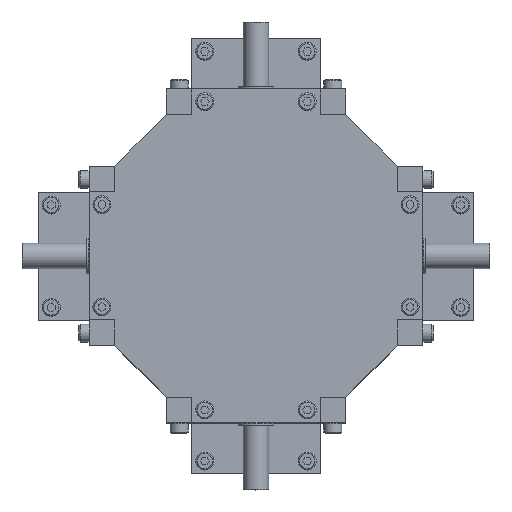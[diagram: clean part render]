
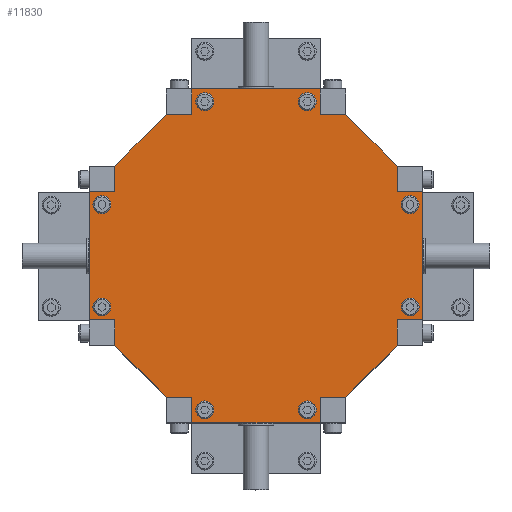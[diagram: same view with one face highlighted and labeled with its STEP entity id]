
A CAD part, top view. The second image highlights one B-rep face of the part: STEP entity #11830.
In plain terms, the highlighted planar face has unit normal (0, 0, 1).
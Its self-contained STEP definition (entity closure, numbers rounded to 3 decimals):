
#1116=FACE_BOUND('',#2221,.T.);
#1117=FACE_BOUND('',#2222,.T.);
#1118=FACE_BOUND('',#2223,.T.);
#1119=FACE_BOUND('',#2224,.T.);
#1120=FACE_BOUND('',#2225,.T.);
#1121=FACE_BOUND('',#2226,.T.);
#1122=FACE_BOUND('',#2227,.T.);
#1123=FACE_BOUND('',#2228,.T.);
#1223=PLANE('',#13173);
#1539=FACE_OUTER_BOUND('',#2220,.T.);
#2220=EDGE_LOOP('',(#8393,#8394,#8395,#8396,#8397,#8398,#8399,#8400,#8401,
#8402,#8403,#8404,#8405,#8406,#8407,#8408,#8409,#8410,#8411,#8412,#8413,
#8414,#8415,#8416));
#2221=EDGE_LOOP('',(#8417));
#2222=EDGE_LOOP('',(#8418));
#2223=EDGE_LOOP('',(#8419));
#2224=EDGE_LOOP('',(#8420));
#2225=EDGE_LOOP('',(#8421));
#2226=EDGE_LOOP('',(#8422));
#2227=EDGE_LOOP('',(#8423));
#2228=EDGE_LOOP('',(#8424));
#2979=LINE('',#18545,#3844);
#2983=LINE('',#18553,#3848);
#2986=LINE('',#18559,#3851);
#2987=LINE('',#18561,#3852);
#2988=LINE('',#18563,#3853);
#2989=LINE('',#18565,#3854);
#2990=LINE('',#18567,#3855);
#2991=LINE('',#18569,#3856);
#2992=LINE('',#18571,#3857);
#2993=LINE('',#18573,#3858);
#2994=LINE('',#18575,#3859);
#2995=LINE('',#18577,#3860);
#2996=LINE('',#18579,#3861);
#2997=LINE('',#18581,#3862);
#2998=LINE('',#18583,#3863);
#2999=LINE('',#18585,#3864);
#3000=LINE('',#18587,#3865);
#3001=LINE('',#18589,#3866);
#3002=LINE('',#18591,#3867);
#3003=LINE('',#18593,#3868);
#3004=LINE('',#18595,#3869);
#3005=LINE('',#18597,#3870);
#3006=LINE('',#18599,#3871);
#3007=LINE('',#18600,#3872);
#3844=VECTOR('',#14823,10.);
#3848=VECTOR('',#14829,10.);
#3851=VECTOR('',#14834,10.);
#3852=VECTOR('',#14835,10.);
#3853=VECTOR('',#14836,10.);
#3854=VECTOR('',#14837,10.);
#3855=VECTOR('',#14838,10.);
#3856=VECTOR('',#14839,10.);
#3857=VECTOR('',#14840,10.);
#3858=VECTOR('',#14841,10.);
#3859=VECTOR('',#14842,10.);
#3860=VECTOR('',#14843,10.);
#3861=VECTOR('',#14844,10.);
#3862=VECTOR('',#14845,10.);
#3863=VECTOR('',#14846,10.);
#3864=VECTOR('',#14847,10.);
#3865=VECTOR('',#14848,10.);
#3866=VECTOR('',#14849,10.);
#3867=VECTOR('',#14850,10.);
#3868=VECTOR('',#14851,10.);
#3869=VECTOR('',#14852,10.);
#3870=VECTOR('',#14853,10.);
#3871=VECTOR('',#14854,10.);
#3872=VECTOR('',#14855,10.);
#4647=CIRCLE('',#13148,2.1);
#4649=CIRCLE('',#13151,2.1);
#4651=CIRCLE('',#13154,2.1);
#4653=CIRCLE('',#13157,2.1);
#4655=CIRCLE('',#13160,2.1);
#4657=CIRCLE('',#13163,2.1);
#4659=CIRCLE('',#13166,2.1);
#4661=CIRCLE('',#13169,2.1);
#5306=VERTEX_POINT('',#18495);
#5308=VERTEX_POINT('',#18501);
#5310=VERTEX_POINT('',#18507);
#5312=VERTEX_POINT('',#18513);
#5314=VERTEX_POINT('',#18519);
#5316=VERTEX_POINT('',#18525);
#5318=VERTEX_POINT('',#18531);
#5320=VERTEX_POINT('',#18537);
#5322=VERTEX_POINT('',#18543);
#5323=VERTEX_POINT('',#18544);
#5326=VERTEX_POINT('',#18552);
#5328=VERTEX_POINT('',#18558);
#5329=VERTEX_POINT('',#18560);
#5330=VERTEX_POINT('',#18562);
#5331=VERTEX_POINT('',#18564);
#5332=VERTEX_POINT('',#18566);
#5333=VERTEX_POINT('',#18568);
#5334=VERTEX_POINT('',#18570);
#5335=VERTEX_POINT('',#18572);
#5336=VERTEX_POINT('',#18574);
#5337=VERTEX_POINT('',#18576);
#5338=VERTEX_POINT('',#18578);
#5339=VERTEX_POINT('',#18580);
#5340=VERTEX_POINT('',#18582);
#5341=VERTEX_POINT('',#18584);
#5342=VERTEX_POINT('',#18586);
#5343=VERTEX_POINT('',#18588);
#5344=VERTEX_POINT('',#18590);
#5345=VERTEX_POINT('',#18592);
#5346=VERTEX_POINT('',#18594);
#5347=VERTEX_POINT('',#18596);
#5348=VERTEX_POINT('',#18598);
#6499=EDGE_CURVE('',#5306,#5306,#4647,.T.);
#6502=EDGE_CURVE('',#5308,#5308,#4649,.T.);
#6505=EDGE_CURVE('',#5310,#5310,#4651,.T.);
#6508=EDGE_CURVE('',#5312,#5312,#4653,.T.);
#6511=EDGE_CURVE('',#5314,#5314,#4655,.T.);
#6514=EDGE_CURVE('',#5316,#5316,#4657,.T.);
#6517=EDGE_CURVE('',#5318,#5318,#4659,.T.);
#6520=EDGE_CURVE('',#5320,#5320,#4661,.T.);
#6523=EDGE_CURVE('',#5322,#5323,#2979,.T.);
#6527=EDGE_CURVE('',#5326,#5323,#2983,.T.);
#6530=EDGE_CURVE('',#5322,#5328,#2986,.T.);
#6531=EDGE_CURVE('',#5328,#5329,#2987,.T.);
#6532=EDGE_CURVE('',#5329,#5330,#2988,.T.);
#6533=EDGE_CURVE('',#5330,#5331,#2989,.T.);
#6534=EDGE_CURVE('',#5331,#5332,#2990,.T.);
#6535=EDGE_CURVE('',#5333,#5332,#2991,.T.);
#6536=EDGE_CURVE('',#5333,#5334,#2992,.T.);
#6537=EDGE_CURVE('',#5334,#5335,#2993,.T.);
#6538=EDGE_CURVE('',#5335,#5336,#2994,.T.);
#6539=EDGE_CURVE('',#5336,#5337,#2995,.T.);
#6540=EDGE_CURVE('',#5337,#5338,#2996,.T.);
#6541=EDGE_CURVE('',#5339,#5338,#2997,.T.);
#6542=EDGE_CURVE('',#5339,#5340,#2998,.T.);
#6543=EDGE_CURVE('',#5340,#5341,#2999,.T.);
#6544=EDGE_CURVE('',#5341,#5342,#3000,.T.);
#6545=EDGE_CURVE('',#5342,#5343,#3001,.T.);
#6546=EDGE_CURVE('',#5343,#5344,#3002,.T.);
#6547=EDGE_CURVE('',#5345,#5344,#3003,.T.);
#6548=EDGE_CURVE('',#5345,#5346,#3004,.T.);
#6549=EDGE_CURVE('',#5346,#5347,#3005,.T.);
#6550=EDGE_CURVE('',#5347,#5348,#3006,.T.);
#6551=EDGE_CURVE('',#5348,#5326,#3007,.T.);
#8393=ORIENTED_EDGE('',*,*,#6523,.F.);
#8394=ORIENTED_EDGE('',*,*,#6530,.T.);
#8395=ORIENTED_EDGE('',*,*,#6531,.T.);
#8396=ORIENTED_EDGE('',*,*,#6532,.T.);
#8397=ORIENTED_EDGE('',*,*,#6533,.T.);
#8398=ORIENTED_EDGE('',*,*,#6534,.T.);
#8399=ORIENTED_EDGE('',*,*,#6535,.F.);
#8400=ORIENTED_EDGE('',*,*,#6536,.T.);
#8401=ORIENTED_EDGE('',*,*,#6537,.T.);
#8402=ORIENTED_EDGE('',*,*,#6538,.T.);
#8403=ORIENTED_EDGE('',*,*,#6539,.T.);
#8404=ORIENTED_EDGE('',*,*,#6540,.T.);
#8405=ORIENTED_EDGE('',*,*,#6541,.F.);
#8406=ORIENTED_EDGE('',*,*,#6542,.T.);
#8407=ORIENTED_EDGE('',*,*,#6543,.T.);
#8408=ORIENTED_EDGE('',*,*,#6544,.T.);
#8409=ORIENTED_EDGE('',*,*,#6545,.T.);
#8410=ORIENTED_EDGE('',*,*,#6546,.T.);
#8411=ORIENTED_EDGE('',*,*,#6547,.F.);
#8412=ORIENTED_EDGE('',*,*,#6548,.T.);
#8413=ORIENTED_EDGE('',*,*,#6549,.T.);
#8414=ORIENTED_EDGE('',*,*,#6550,.T.);
#8415=ORIENTED_EDGE('',*,*,#6551,.T.);
#8416=ORIENTED_EDGE('',*,*,#6527,.T.);
#8417=ORIENTED_EDGE('',*,*,#6499,.T.);
#8418=ORIENTED_EDGE('',*,*,#6502,.T.);
#8419=ORIENTED_EDGE('',*,*,#6505,.T.);
#8420=ORIENTED_EDGE('',*,*,#6508,.T.);
#8421=ORIENTED_EDGE('',*,*,#6511,.T.);
#8422=ORIENTED_EDGE('',*,*,#6514,.T.);
#8423=ORIENTED_EDGE('',*,*,#6517,.T.);
#8424=ORIENTED_EDGE('',*,*,#6520,.T.);
#11830=ADVANCED_FACE('',(#1539,#1116,#1117,#1118,#1119,#1120,#1121,#1122,
#1123),#1223,.T.);
#13148=AXIS2_PLACEMENT_3D('',#18496,#14767,#14768);
#13151=AXIS2_PLACEMENT_3D('',#18502,#14774,#14775);
#13154=AXIS2_PLACEMENT_3D('',#18508,#14781,#14782);
#13157=AXIS2_PLACEMENT_3D('',#18514,#14788,#14789);
#13160=AXIS2_PLACEMENT_3D('',#18520,#14795,#14796);
#13163=AXIS2_PLACEMENT_3D('',#18526,#14802,#14803);
#13166=AXIS2_PLACEMENT_3D('',#18532,#14809,#14810);
#13169=AXIS2_PLACEMENT_3D('',#18538,#14816,#14817);
#13173=AXIS2_PLACEMENT_3D('',#18557,#14832,#14833);
#14767=DIRECTION('center_axis',(0.,0.,-1.));
#14768=DIRECTION('ref_axis',(1.,0.,0.));
#14774=DIRECTION('center_axis',(0.,0.,-1.));
#14775=DIRECTION('ref_axis',(1.,0.,0.));
#14781=DIRECTION('center_axis',(0.,0.,-1.));
#14782=DIRECTION('ref_axis',(1.,0.,0.));
#14788=DIRECTION('center_axis',(0.,0.,-1.));
#14789=DIRECTION('ref_axis',(1.,0.,0.));
#14795=DIRECTION('center_axis',(0.,0.,-1.));
#14796=DIRECTION('ref_axis',(1.,0.,0.));
#14802=DIRECTION('center_axis',(0.,0.,-1.));
#14803=DIRECTION('ref_axis',(1.,0.,0.));
#14809=DIRECTION('center_axis',(0.,0.,-1.));
#14810=DIRECTION('ref_axis',(1.,0.,0.));
#14816=DIRECTION('center_axis',(0.,0.,-1.));
#14817=DIRECTION('ref_axis',(1.,0.,0.));
#14823=DIRECTION('',(-0.707,0.707,0.));
#14829=DIRECTION('',(0.,-1.,0.));
#14832=DIRECTION('center_axis',(0.,0.,1.));
#14833=DIRECTION('ref_axis',(1.,0.,0.));
#14834=DIRECTION('',(1.,0.,0.));
#14835=DIRECTION('',(0.,-1.,0.));
#14836=DIRECTION('',(1.,0.,0.));
#14837=DIRECTION('',(0.,1.,0.));
#14838=DIRECTION('',(1.,0.,0.));
#14839=DIRECTION('',(-0.707,-0.707,0.));
#14840=DIRECTION('',(0.,1.,0.));
#14841=DIRECTION('',(1.,0.,0.));
#14842=DIRECTION('',(0.,1.,0.));
#14843=DIRECTION('',(-1.,0.,0.));
#14844=DIRECTION('',(0.,1.,0.));
#14845=DIRECTION('',(0.707,-0.707,0.));
#14846=DIRECTION('',(-1.,0.,0.));
#14847=DIRECTION('',(0.,1.,0.));
#14848=DIRECTION('',(-1.,0.,0.));
#14849=DIRECTION('',(0.,-1.,0.));
#14850=DIRECTION('',(-1.,0.,0.));
#14851=DIRECTION('',(0.707,0.707,0.));
#14852=DIRECTION('',(0.,-1.,0.));
#14853=DIRECTION('',(-1.,0.,0.));
#14854=DIRECTION('',(0.,-1.,0.));
#14855=DIRECTION('',(1.,0.,0.));
#18495=CARTESIAN_POINT('',(58.09,20.,10.));
#18496=CARTESIAN_POINT('Origin',(60.19,20.,10.));
#18501=CARTESIAN_POINT('',(-62.29,-20.,10.));
#18502=CARTESIAN_POINT('Origin',(-60.19,-20.,10.));
#18507=CARTESIAN_POINT('',(-22.1,-60.19,10.));
#18508=CARTESIAN_POINT('Origin',(-20.,-60.19,10.));
#18513=CARTESIAN_POINT('',(17.9,60.19,10.));
#18514=CARTESIAN_POINT('Origin',(20.,60.19,10.));
#18519=CARTESIAN_POINT('',(58.09,-20.,10.));
#18520=CARTESIAN_POINT('Origin',(60.19,-20.,10.));
#18525=CARTESIAN_POINT('',(-62.29,20.,10.));
#18526=CARTESIAN_POINT('Origin',(-60.19,20.,10.));
#18531=CARTESIAN_POINT('',(17.9,-60.19,10.));
#18532=CARTESIAN_POINT('Origin',(20.,-60.19,10.));
#18537=CARTESIAN_POINT('',(-22.1,60.19,10.));
#18538=CARTESIAN_POINT('Origin',(-20.,60.19,10.));
#18543=CARTESIAN_POINT('',(-35.,-55.19,10.));
#18544=CARTESIAN_POINT('',(-55.19,-35.,10.));
#18545=CARTESIAN_POINT('',(-45.095,-45.095,10.));
#18552=CARTESIAN_POINT('',(-55.19,-25.,10.));
#18553=CARTESIAN_POINT('',(-55.19,-25.,10.));
#18557=CARTESIAN_POINT('Origin',(0.,0.,10.));
#18558=CARTESIAN_POINT('',(-25.,-55.19,10.));
#18559=CARTESIAN_POINT('',(-55.19,-55.19,10.));
#18560=CARTESIAN_POINT('',(-25.,-65.19,10.));
#18561=CARTESIAN_POINT('',(-25.,-55.19,10.));
#18562=CARTESIAN_POINT('',(25.,-65.19,10.));
#18563=CARTESIAN_POINT('',(-25.,-65.19,10.));
#18564=CARTESIAN_POINT('',(25.,-55.19,10.));
#18565=CARTESIAN_POINT('',(25.,-65.19,10.));
#18566=CARTESIAN_POINT('',(35.,-55.19,10.));
#18567=CARTESIAN_POINT('',(25.,-55.19,10.));
#18568=CARTESIAN_POINT('',(55.19,-35.,10.));
#18569=CARTESIAN_POINT('',(45.095,-45.095,10.));
#18570=CARTESIAN_POINT('',(55.19,-25.,10.));
#18571=CARTESIAN_POINT('',(55.19,-55.19,10.));
#18572=CARTESIAN_POINT('',(65.19,-25.,10.));
#18573=CARTESIAN_POINT('',(55.19,-25.,10.));
#18574=CARTESIAN_POINT('',(65.19,25.,10.));
#18575=CARTESIAN_POINT('',(65.19,-25.,10.));
#18576=CARTESIAN_POINT('',(55.19,25.,10.));
#18577=CARTESIAN_POINT('',(65.19,25.,10.));
#18578=CARTESIAN_POINT('',(55.19,35.,10.));
#18579=CARTESIAN_POINT('',(55.19,25.,10.));
#18580=CARTESIAN_POINT('',(35.,55.19,10.));
#18581=CARTESIAN_POINT('',(45.095,45.095,10.));
#18582=CARTESIAN_POINT('',(25.,55.19,10.));
#18583=CARTESIAN_POINT('',(55.19,55.19,10.));
#18584=CARTESIAN_POINT('',(25.,65.19,10.));
#18585=CARTESIAN_POINT('',(25.,55.19,10.));
#18586=CARTESIAN_POINT('',(-25.,65.19,10.));
#18587=CARTESIAN_POINT('',(25.,65.19,10.));
#18588=CARTESIAN_POINT('',(-25.,55.19,10.));
#18589=CARTESIAN_POINT('',(-25.,65.19,10.));
#18590=CARTESIAN_POINT('',(-35.,55.19,10.));
#18591=CARTESIAN_POINT('',(-25.,55.19,10.));
#18592=CARTESIAN_POINT('',(-55.19,35.,10.));
#18593=CARTESIAN_POINT('',(-45.095,45.095,10.));
#18594=CARTESIAN_POINT('',(-55.19,25.,10.));
#18595=CARTESIAN_POINT('',(-55.19,55.19,10.));
#18596=CARTESIAN_POINT('',(-65.19,25.,10.));
#18597=CARTESIAN_POINT('',(-55.19,25.,10.));
#18598=CARTESIAN_POINT('',(-65.19,-25.,10.));
#18599=CARTESIAN_POINT('',(-65.19,25.,10.));
#18600=CARTESIAN_POINT('',(-65.19,-25.,10.));
